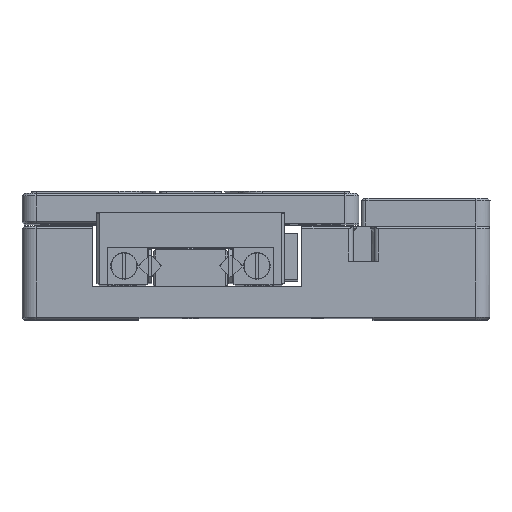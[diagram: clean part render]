
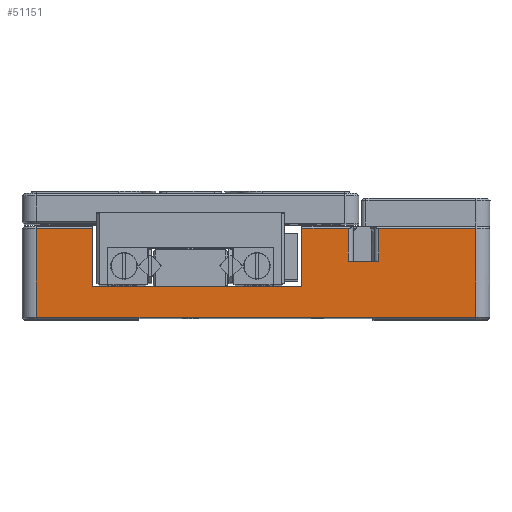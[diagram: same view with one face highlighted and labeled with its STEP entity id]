
A CAD part, top view. The second image highlights one B-rep face of the part: STEP entity #51151.
In plain terms, the highlighted planar face has unit normal (0, 0, 1).
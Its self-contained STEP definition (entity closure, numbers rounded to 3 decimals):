
#142 = VECTOR ( 'NONE', #44961, 1000. ) ;
#1084 = CARTESIAN_POINT ( 'NONE',  ( 26.25, -7.5, 77.5 ) ) ;
#1307 = ORIENTED_EDGE ( 'NONE', *, *, #9939, .F. ) ;
#1411 = ORIENTED_EDGE ( 'NONE', *, *, #9008, .F. ) ;
#1415 = CARTESIAN_POINT ( 'NONE',  ( 47., -0.5, 77.5 ) ) ;
#1883 = DIRECTION ( 'NONE',  ( 1., 0., 0. ) ) ;
#2128 = CARTESIAN_POINT ( 'NONE',  ( 19.75, -10., 77.5 ) ) ;
#2831 = LINE ( 'NONE', #42797, #59280 ) ;
#2893 = VECTOR ( 'NONE', #7990, 1000. ) ;
#3004 = CARTESIAN_POINT ( 'NONE',  ( -35., -13., 77.5 ) ) ;
#3281 = VECTOR ( 'NONE', #43050, 1000. ) ;
#3300 = CARTESIAN_POINT ( 'NONE',  ( 0., -13., 77.5 ) ) ;
#3315 = CARTESIAN_POINT ( 'NONE',  ( 19.75, -0.5, 77.5 ) ) ;
#3867 = EDGE_CURVE ( 'NONE', #50466, #54429, #39337, .T. ) ;
#6048 = VECTOR ( 'NONE', #36448, 1000. ) ;
#7061 = LINE ( 'NONE', #48028, #19273 ) ;
#7271 = LINE ( 'NONE', #42661, #6048 ) ;
#7990 = DIRECTION ( 'NONE',  ( 0., -1., 0. ) ) ;
#9008 = EDGE_CURVE ( 'NONE', #43700, #59695, #7061, .T. ) ;
#9939 = EDGE_CURVE ( 'NONE', #15451, #50466, #14916, .T. ) ;
#9946 = VERTEX_POINT ( 'NONE', #13923 ) ;
#10709 = VECTOR ( 'NONE', #18172, 1000. ) ;
#13041 = ORIENTED_EDGE ( 'NONE', *, *, #3867, .F. ) ;
#13263 = DIRECTION ( 'NONE',  ( -1., 0., 0. ) ) ;
#13355 = ORIENTED_EDGE ( 'NONE', *, *, #50189, .F. ) ;
#13923 = CARTESIAN_POINT ( 'NONE',  ( -25., -19.5, 77.5 ) ) ;
#14051 = EDGE_CURVE ( 'NONE', #35559, #45066, #22436, .T. ) ;
#14140 = EDGE_CURVE ( 'NONE', #54429, #43700, #49292, .T. ) ;
#14208 = CARTESIAN_POINT ( 'NONE',  ( -47., -10., 77.5 ) ) ;
#14564 = DIRECTION ( 'NONE',  ( 0., 1., 0. ) ) ;
#14632 = ORIENTED_EDGE ( 'NONE', *, *, #14051, .F. ) ;
#14772 = VECTOR ( 'NONE', #1883, 1000. ) ;
#14916 = LINE ( 'NONE', #33904, #40326 ) ;
#15451 = VERTEX_POINT ( 'NONE', #1084 ) ;
#15859 = CARTESIAN_POINT ( 'NONE',  ( 9.8, -10., 77.5 ) ) ;
#16831 = DIRECTION ( 'NONE',  ( -1., 0., 0. ) ) ;
#18172 = DIRECTION ( 'NONE',  ( 1., 0., 0. ) ) ;
#18402 = AXIS2_PLACEMENT_3D ( 'NONE', #48150, #33039, #53055 ) ;
#19026 = DIRECTION ( 'NONE',  ( 1., 0., 0. ) ) ;
#19273 = VECTOR ( 'NONE', #13263, 1000. ) ;
#19701 = CARTESIAN_POINT ( 'NONE',  ( -35., -0.5, 77.5 ) ) ;
#22436 = LINE ( 'NONE', #2128, #2893 ) ;
#22584 = FACE_OUTER_BOUND ( 'NONE', #28131, .T. ) ;
#24340 = CARTESIAN_POINT ( 'NONE',  ( 26.25, -0.5, 77.5 ) ) ;
#24414 = VECTOR ( 'NONE', #19026, 1000. ) ;
#24955 = LINE ( 'NONE', #45611, #142 ) ;
#25009 = DIRECTION ( 'NONE',  ( 0., -1., 0. ) ) ;
#25869 = CARTESIAN_POINT ( 'NONE',  ( 9.8, -13., 77.5 ) ) ;
#28093 = VERTEX_POINT ( 'NONE', #59159 ) ;
#28131 = EDGE_LOOP ( 'NONE', ( #46735, #44751, #42871, #13355, #52856, #63940, #45678, #1411, #44811, #13041, #1307, #61280, #14632, #49771 ) ) ;
#28296 = EDGE_CURVE ( 'NONE', #9946, #28514, #61756, .T. ) ;
#28514 = VERTEX_POINT ( 'NONE', #64691 ) ;
#29013 = DIRECTION ( 'NONE',  ( 1., 0., 0. ) ) ;
#31618 = CARTESIAN_POINT ( 'NONE',  ( 25., -19.5, 77.5 ) ) ;
#32324 = VECTOR ( 'NONE', #16831, 1000. ) ;
#32350 = CARTESIAN_POINT ( 'NONE',  ( 47., -19.5, 77.5 ) ) ;
#32674 = VERTEX_POINT ( 'NONE', #3004 ) ;
#32802 = CARTESIAN_POINT ( 'NONE',  ( -47., -0.5, 77.5 ) ) ;
#33039 = DIRECTION ( 'NONE',  ( 0., 0., 1. ) ) ;
#33271 = EDGE_CURVE ( 'NONE', #32674, #41629, #37712, .T. ) ;
#33526 = LINE ( 'NONE', #14208, #3281 ) ;
#33904 = CARTESIAN_POINT ( 'NONE',  ( 26.25, -10., 77.5 ) ) ;
#34347 = VECTOR ( 'NONE', #14564, 1000. ) ;
#35559 = VERTEX_POINT ( 'NONE', #3315 ) ;
#36448 = DIRECTION ( 'NONE',  ( 1., 0., 0. ) ) ;
#37712 = LINE ( 'NONE', #3300, #58933 ) ;
#39254 = EDGE_CURVE ( 'NONE', #41629, #28093, #47715, .T. ) ;
#39337 = LINE ( 'NONE', #53785, #24414 ) ;
#40326 = VECTOR ( 'NONE', #59827, 1000. ) ;
#41629 = VERTEX_POINT ( 'NONE', #25869 ) ;
#42533 = VERTEX_POINT ( 'NONE', #32802 ) ;
#42661 = CARTESIAN_POINT ( 'NONE',  ( 0., -7.5, 77.5 ) ) ;
#42797 = CARTESIAN_POINT ( 'NONE',  ( 0., -0.5, 77.5 ) ) ;
#42871 = ORIENTED_EDGE ( 'NONE', *, *, #62315, .F. ) ;
#43050 = DIRECTION ( 'NONE',  ( 0., -1., 0. ) ) ;
#43700 = VERTEX_POINT ( 'NONE', #32350 ) ;
#44751 = ORIENTED_EDGE ( 'NONE', *, *, #33271, .F. ) ;
#44811 = ORIENTED_EDGE ( 'NONE', *, *, #14140, .F. ) ;
#44961 = DIRECTION ( 'NONE',  ( 0., -1., 0. ) ) ;
#45066 = VERTEX_POINT ( 'NONE', #45762 ) ;
#45611 = CARTESIAN_POINT ( 'NONE',  ( -35., -10., 77.5 ) ) ;
#45678 = ORIENTED_EDGE ( 'NONE', *, *, #61868, .T. ) ;
#45762 = CARTESIAN_POINT ( 'NONE',  ( 19.75, -7.5, 77.5 ) ) ;
#46509 = VERTEX_POINT ( 'NONE', #19701 ) ;
#46735 = ORIENTED_EDGE ( 'NONE', *, *, #39254, .F. ) ;
#47715 = LINE ( 'NONE', #15859, #34347 ) ;
#48028 = CARTESIAN_POINT ( 'NONE',  ( 0., -19.5, 77.5 ) ) ;
#48150 = CARTESIAN_POINT ( 'NONE',  ( -48.88, -19.88, 77.5 ) ) ;
#49292 = LINE ( 'NONE', #64068, #56294 ) ;
#49309 = CARTESIAN_POINT ( 'NONE',  ( 0., -19.5, 77.5 ) ) ;
#49771 = ORIENTED_EDGE ( 'NONE', *, *, #56367, .F. ) ;
#50189 = EDGE_CURVE ( 'NONE', #42533, #46509, #2831, .T. ) ;
#50466 = VERTEX_POINT ( 'NONE', #24340 ) ;
#51151 = ADVANCED_FACE ( 'NONE', ( #22584 ), #52416, .T. ) ;
#51705 = CARTESIAN_POINT ( 'NONE',  ( 0., -0.5, 77.5 ) ) ;
#52416 = PLANE ( 'NONE',  #18402 ) ;
#52659 = LINE ( 'NONE', #51705, #14772 ) ;
#52856 = ORIENTED_EDGE ( 'NONE', *, *, #57987, .T. ) ;
#53055 = DIRECTION ( 'NONE',  ( 1., 0., 0. ) ) ;
#53138 = EDGE_CURVE ( 'NONE', #45066, #15451, #7271, .T. ) ;
#53785 = CARTESIAN_POINT ( 'NONE',  ( 0., -0.5, 77.5 ) ) ;
#54429 = VERTEX_POINT ( 'NONE', #1415 ) ;
#56294 = VECTOR ( 'NONE', #25009, 1000. ) ;
#56367 = EDGE_CURVE ( 'NONE', #28093, #35559, #52659, .T. ) ;
#56501 = CARTESIAN_POINT ( 'NONE',  ( 0., -19.5, 77.5 ) ) ;
#57987 = EDGE_CURVE ( 'NONE', #42533, #28514, #33526, .T. ) ;
#58933 = VECTOR ( 'NONE', #62666, 1000. ) ;
#59159 = CARTESIAN_POINT ( 'NONE',  ( 9.8, -0.5, 77.5 ) ) ;
#59280 = VECTOR ( 'NONE', #29013, 1000. ) ;
#59695 = VERTEX_POINT ( 'NONE', #31618 ) ;
#59827 = DIRECTION ( 'NONE',  ( 0., 1., 0. ) ) ;
#61280 = ORIENTED_EDGE ( 'NONE', *, *, #53138, .F. ) ;
#61756 = LINE ( 'NONE', #56501, #32324 ) ;
#61868 = EDGE_CURVE ( 'NONE', #9946, #59695, #63108, .T. ) ;
#62315 = EDGE_CURVE ( 'NONE', #46509, #32674, #24955, .T. ) ;
#62666 = DIRECTION ( 'NONE',  ( 1., 0., 0. ) ) ;
#63108 = LINE ( 'NONE', #49309, #10709 ) ;
#63940 = ORIENTED_EDGE ( 'NONE', *, *, #28296, .F. ) ;
#64068 = CARTESIAN_POINT ( 'NONE',  ( 47., -10., 77.5 ) ) ;
#64691 = CARTESIAN_POINT ( 'NONE',  ( -47., -19.5, 77.5 ) ) ;
